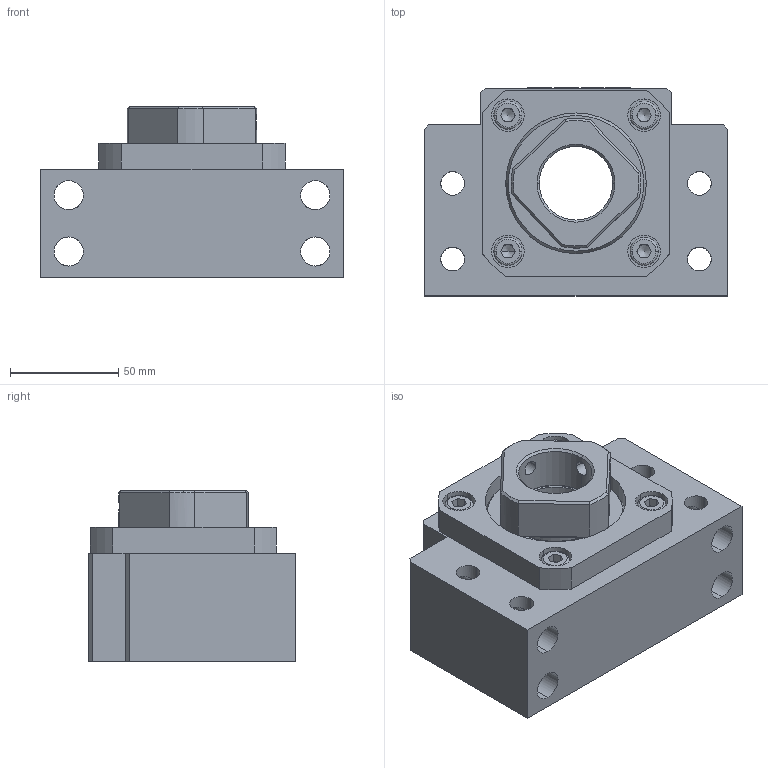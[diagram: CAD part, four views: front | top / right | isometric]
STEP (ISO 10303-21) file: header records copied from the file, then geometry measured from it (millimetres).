
FILE_DESCRIPTION (( 'STEP AP214' ), '1' );
FILE_NAME ('BK35.STEP', '2019-04-04T08:54:35', ( '' ), ( '' ), 'SwSTEP 2.0', 'SolidWorks 2015', '' );
FILE_SCHEMA (( 'AUTOMOTIVE_DESIGN' ));
Length unit declared in the file: millimetre
Products named in the file (1): BK35
Bounding box: 140 x 96.1 x 79 mm (x, y, z)
Surface area: 90708.3 mm2 (no closed solid volume)
Topology: 0 solids, 34 shells, 742 faces, 2073 edges, 1374 vertices
Faces by surface type: plane 612, cylinder 69, cone 32, bspline 29
Entity records: 28696 total; most frequent: CARTESIAN_POINT 8908, ORIENTED_EDGE 4047, DIRECTION 3498, EDGE_CURVE 2068, LINE 1734, VECTOR 1734, VERTEX_POINT 1374, AXIS2_PLACEMENT_3D 882
